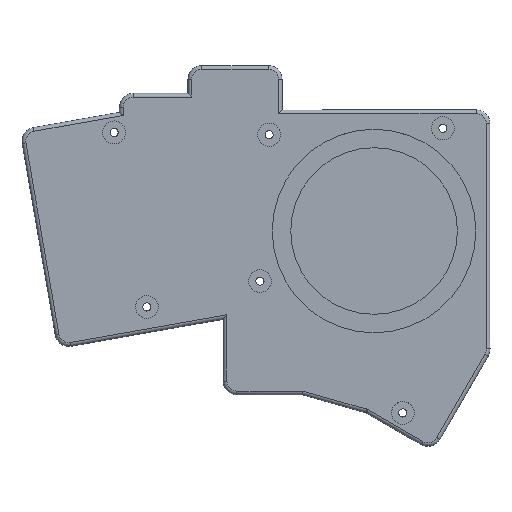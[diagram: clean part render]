
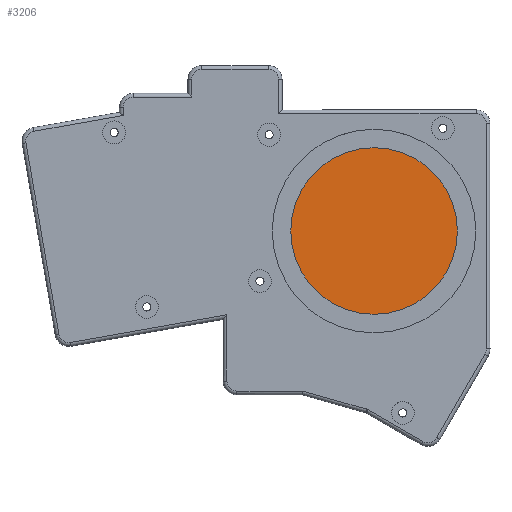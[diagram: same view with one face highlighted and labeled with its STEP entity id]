
A CAD part, top view. The second image highlights one B-rep face of the part: STEP entity #3206.
In plain terms, the highlighted planar face has unit normal (0, 0, 1).
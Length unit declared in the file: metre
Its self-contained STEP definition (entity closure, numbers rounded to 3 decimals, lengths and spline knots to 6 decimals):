
#73=PLANE('',#3590);
#1203=ORIENTED_EDGE('',*,*,#1653,.T.);
#1204=ORIENTED_EDGE('',*,*,#1998,.T.);
#1653=EDGE_CURVE('',#2136,#2135,#2422,.T.);
#1998=EDGE_CURVE('',#2135,#2136,#2568,.T.);
#2135=VERTEX_POINT('',#4980);
#2136=VERTEX_POINT('',#4982);
#2422=CIRCLE('',#3349,0.0225);
#2568=CIRCLE('',#3586,0.0225);
#2773=EDGE_LOOP('',(#1203,#1204));
#2999=FACE_BOUND('',#2773,.T.);
#3206=ADVANCED_FACE('',(#2999),#73,.T.);
#3349=AXIS2_PLACEMENT_3D('',#4981,#3840,#3841);
#3586=AXIS2_PLACEMENT_3D('',#5669,#4513,#4514);
#3590=AXIS2_PLACEMENT_3D('',#5673,#4521,#4522);
#3840=DIRECTION('',(0.,0.,1.));
#3841=DIRECTION('',(1.,0.,0.));
#4513=DIRECTION('',(0.,0.,1.));
#4514=DIRECTION('',(1.,0.,0.));
#4521=DIRECTION('',(0.,0.,1.));
#4522=DIRECTION('',(1.,0.,0.));
#4980=CARTESIAN_POINT('',(0.149456,-0.086829,0.0026));
#4981=CARTESIAN_POINT('',(0.171956,-0.086829,0.0026));
#4982=CARTESIAN_POINT('',(0.194456,-0.086829,0.0026));
#5669=CARTESIAN_POINT('',(0.171956,-0.086829,0.0026));
#5673=CARTESIAN_POINT('',(0.140064,-0.093564,0.0026));
